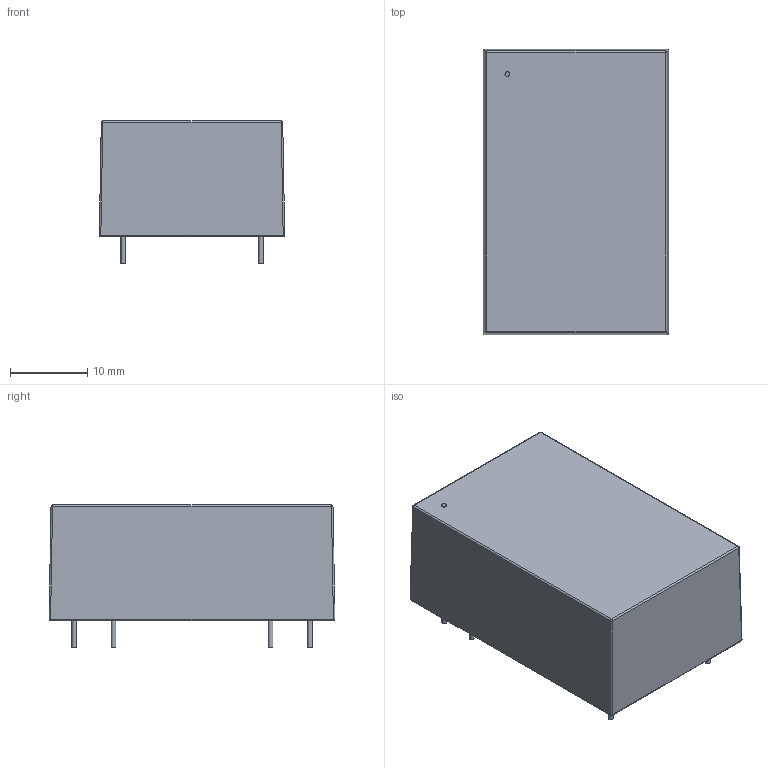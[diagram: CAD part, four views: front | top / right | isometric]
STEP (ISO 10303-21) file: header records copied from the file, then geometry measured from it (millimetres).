
FILE_DESCRIPTION(('FreeCAD Model'),'2;1');
FILE_NAME('Converter_ACDC_RECOM_RAC04_xxSGx_THT.step','2018-09-23T22:52:30',( 'kicad StepUp'),('ksu MCAD'),'Open CASCADE STEP processor 7.2', 'FreeCAD','Unknown');
FILE_SCHEMA(('AUTOMOTIVE_DESIGN { 1 0 10303 214 1 1 1 1 }'));
Length unit declared in the file: millimetre
Products named in the file (1): Converter_ACDC_RECOM_RAC04_xxSGx_THT
Bounding box: 23.99 x 36.99 x 18.6 mm (x, y, z)
Volume: 13084.2 mm3; surface area: 3566.1 mm2
Topology: 1 solids, 1 shells, 38 faces, 66 edges, 36 vertices
Faces by surface type: cylinder 18, plane 12, sphere 8
Full cylindrical faces by diameter (mm): 0.6 x6
Entity records: 1174 total; most frequent: DIRECTION 180, CARTESIAN_POINT 141, ORIENTED_EDGE 132, AXIS2_PLACEMENT_3D 75, EDGE_CURVE 66, FACE_BOUND 44, EDGE_LOOP 44, ADVANCED_FACE 38
